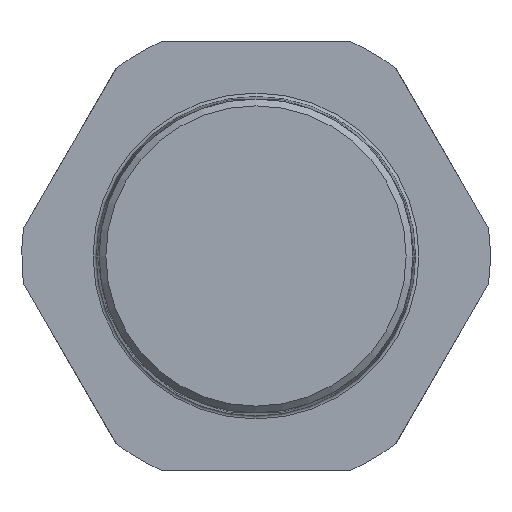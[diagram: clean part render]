
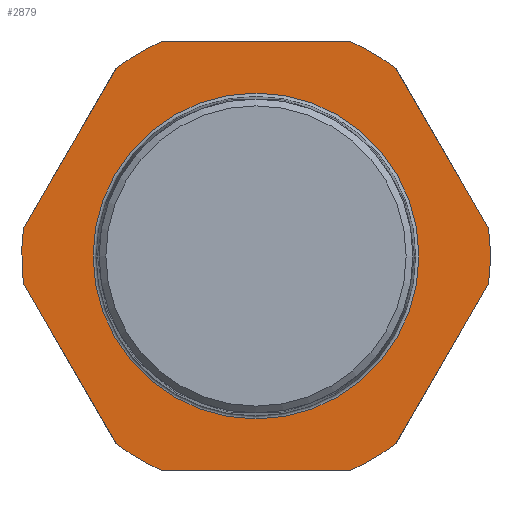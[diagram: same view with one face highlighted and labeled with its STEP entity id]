
A CAD part, left-side view. The second image highlights one B-rep face of the part: STEP entity #2879.
In plain terms, the highlighted planar face has unit normal (-1, 0, 0).
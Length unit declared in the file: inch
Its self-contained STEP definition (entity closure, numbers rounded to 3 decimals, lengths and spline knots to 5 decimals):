
#64=FACE_BOUND('',#795,.T.);
#110=PLANE('',#3358);
#305=LINE('',#5585,#401);
#308=LINE('',#5615,#404);
#311=LINE('',#5645,#407);
#314=LINE('',#5675,#410);
#317=LINE('',#5695,#413);
#320=LINE('',#5738,#416);
#401=VECTOR('',#4306,0.3937);
#404=VECTOR('',#4311,0.3937);
#407=VECTOR('',#4316,0.3937);
#410=VECTOR('',#4321,0.3937);
#413=VECTOR('',#4326,0.3937);
#416=VECTOR('',#4331,0.3937);
#640=FACE_OUTER_BOUND('',#794,.T.);
#794=EDGE_LOOP('',(#2682,#2683,#2684,#2685,#2686,#2687,#2688,#2689,#2690,
#2691,#2692,#2693));
#795=EDGE_LOOP('',(#2694,#2695));
#1097=CIRCLE('',#3342,1.3937);
#1099=CIRCLE('',#3345,1.3937);
#1100=CIRCLE('',#3347,1.3937);
#1103=CIRCLE('',#3351,1.3937);
#1104=CIRCLE('',#3353,1.3937);
#1108=CIRCLE('',#3359,1.3937);
#1109=CIRCLE('',#3360,0.96969);
#1110=CIRCLE('',#3361,0.96969);
#1395=VERTEX_POINT('',#5582);
#1396=VERTEX_POINT('',#5584);
#1399=VERTEX_POINT('',#5612);
#1400=VERTEX_POINT('',#5614);
#1403=VERTEX_POINT('',#5642);
#1404=VERTEX_POINT('',#5644);
#1407=VERTEX_POINT('',#5672);
#1408=VERTEX_POINT('',#5674);
#1411=VERTEX_POINT('',#5692);
#1412=VERTEX_POINT('',#5694);
#1416=VERTEX_POINT('',#5735);
#1417=VERTEX_POINT('',#5737);
#1418=VERTEX_POINT('',#5760);
#1419=VERTEX_POINT('',#5761);
#1812=EDGE_CURVE('',#1396,#1395,#305,.T.);
#1816=EDGE_CURVE('',#1400,#1399,#308,.T.);
#1820=EDGE_CURVE('',#1404,#1403,#311,.T.);
#1824=EDGE_CURVE('',#1408,#1407,#314,.T.);
#1828=EDGE_CURVE('',#1412,#1411,#317,.T.);
#1833=EDGE_CURVE('',#1417,#1416,#320,.T.);
#1836=EDGE_CURVE('',#1417,#1407,#1097,.T.);
#1838=EDGE_CURVE('',#1408,#1403,#1099,.T.);
#1839=EDGE_CURVE('',#1400,#1411,#1100,.T.);
#1842=EDGE_CURVE('',#1404,#1399,#1103,.T.);
#1843=EDGE_CURVE('',#1396,#1416,#1104,.T.);
#1847=EDGE_CURVE('',#1412,#1395,#1108,.T.);
#1848=EDGE_CURVE('',#1418,#1419,#1109,.T.);
#1849=EDGE_CURVE('',#1419,#1418,#1110,.T.);
#2682=ORIENTED_EDGE('',*,*,#1812,.T.);
#2683=ORIENTED_EDGE('',*,*,#1847,.F.);
#2684=ORIENTED_EDGE('',*,*,#1828,.T.);
#2685=ORIENTED_EDGE('',*,*,#1839,.F.);
#2686=ORIENTED_EDGE('',*,*,#1816,.T.);
#2687=ORIENTED_EDGE('',*,*,#1842,.F.);
#2688=ORIENTED_EDGE('',*,*,#1820,.T.);
#2689=ORIENTED_EDGE('',*,*,#1838,.F.);
#2690=ORIENTED_EDGE('',*,*,#1824,.T.);
#2691=ORIENTED_EDGE('',*,*,#1836,.F.);
#2692=ORIENTED_EDGE('',*,*,#1833,.T.);
#2693=ORIENTED_EDGE('',*,*,#1843,.F.);
#2694=ORIENTED_EDGE('',*,*,#1848,.T.);
#2695=ORIENTED_EDGE('',*,*,#1849,.T.);
#2879=ADVANCED_FACE('',(#640,#64),#110,.T.);
#3342=AXIS2_PLACEMENT_3D('',#5742,#4337,#4338);
#3345=AXIS2_PLACEMENT_3D('',#5745,#4343,#4344);
#3347=AXIS2_PLACEMENT_3D('',#5747,#4347,#4348);
#3351=AXIS2_PLACEMENT_3D('',#5751,#4355,#4356);
#3353=AXIS2_PLACEMENT_3D('',#5753,#4359,#4360);
#3358=AXIS2_PLACEMENT_3D('',#5758,#4369,#4370);
#3359=AXIS2_PLACEMENT_3D('',#5759,#4371,#4372);
#3360=AXIS2_PLACEMENT_3D('',#5762,#4373,#4374);
#3361=AXIS2_PLACEMENT_3D('',#5763,#4375,#4376);
#4306=DIRECTION('',(0.,-0.5,-0.866));
#4311=DIRECTION('',(0.,-0.5,0.866));
#4316=DIRECTION('',(0.,0.5,0.866));
#4321=DIRECTION('',(0.,1.,0.));
#4326=DIRECTION('',(0.,-1.,0.));
#4331=DIRECTION('',(0.,0.5,-0.866));
#4337=DIRECTION('center_axis',(1.,0.,0.));
#4338=DIRECTION('ref_axis',(0.,0.,1.));
#4343=DIRECTION('center_axis',(1.,0.,0.));
#4344=DIRECTION('ref_axis',(0.,0.,1.));
#4347=DIRECTION('center_axis',(1.,0.,0.));
#4348=DIRECTION('ref_axis',(0.,0.,1.));
#4355=DIRECTION('center_axis',(1.,0.,0.));
#4356=DIRECTION('ref_axis',(0.,0.,1.));
#4359=DIRECTION('center_axis',(1.,0.,0.));
#4360=DIRECTION('ref_axis',(0.,0.,1.));
#4369=DIRECTION('center_axis',(-1.,0.,0.));
#4370=DIRECTION('ref_axis',(0.,0.,
-1.));
#4371=DIRECTION('center_axis',(1.,0.,0.));
#4372=DIRECTION('ref_axis',(0.,0.,1.));
#4373=DIRECTION('center_axis',(1.,0.,0.));
#4374=DIRECTION('ref_axis',(0.,0.,1.));
#4375=DIRECTION('center_axis',(1.,0.,0.));
#4376=DIRECTION('ref_axis',(0.,0.,1.));
#5582=CARTESIAN_POINT('',(-1.55118,0.83187,-1.11821));
#5584=CARTESIAN_POINT('',(-1.55118,1.38433,-0.16132));
#5585=CARTESIAN_POINT('',(-1.55118,1.07201,-0.70229));
#5612=CARTESIAN_POINT('',(-1.55118,-1.38433,-0.16132));
#5614=CARTESIAN_POINT('',(-1.55118,-0.83187,-1.11821));
#5615=CARTESIAN_POINT('',(-1.55118,-1.1442,-0.57724));
#5642=CARTESIAN_POINT('',(-1.55118,-0.83187,1.11821));
#5644=CARTESIAN_POINT('',(-1.55118,-1.38433,0.16132));
#5645=CARTESIAN_POINT('',(-1.55118,-1.42043,0.0988));
#5672=CARTESIAN_POINT('',(-1.55118,0.55246,1.27953));
#5674=CARTESIAN_POINT('',(-1.55118,-0.55246,1.27953));
#5675=CARTESIAN_POINT('',(-1.55118,-0.97308,1.27953));
#5692=CARTESIAN_POINT('',(-1.55118,-0.55246,-1.27953));
#5694=CARTESIAN_POINT('',(-1.55118,0.55246,-1.27953));
#5695=CARTESIAN_POINT('',(-1.55118,-0.42062,-1.27953));
#5735=CARTESIAN_POINT('',(-1.55118,1.38433,0.16132));
#5737=CARTESIAN_POINT('',(-1.55118,0.83187,1.11821));
#5738=CARTESIAN_POINT('',(-1.55118,0.79578,1.18073));
#5742=CARTESIAN_POINT('Origin',(-1.55118,0.,
0.));
#5745=CARTESIAN_POINT('Origin',(-1.55118,0.,
0.));
#5747=CARTESIAN_POINT('Origin',(-1.55118,0.,
0.));
#5751=CARTESIAN_POINT('Origin',(-1.55118,0.,
0.));
#5753=CARTESIAN_POINT('Origin',(-1.55118,0.,
0.));
#5758=CARTESIAN_POINT('Origin',(-1.55118,-1.3937,0.));
#5759=CARTESIAN_POINT('Origin',(-1.55118,0.,
0.));
#5760=CARTESIAN_POINT('',(-1.55118,-0.96969,0.));
#5761=CARTESIAN_POINT('',(-1.55118,0.,-0.96969));
#5762=CARTESIAN_POINT('Origin',(-1.55118,0.,
0.));
#5763=CARTESIAN_POINT('Origin',(-1.55118,0.,
0.));
